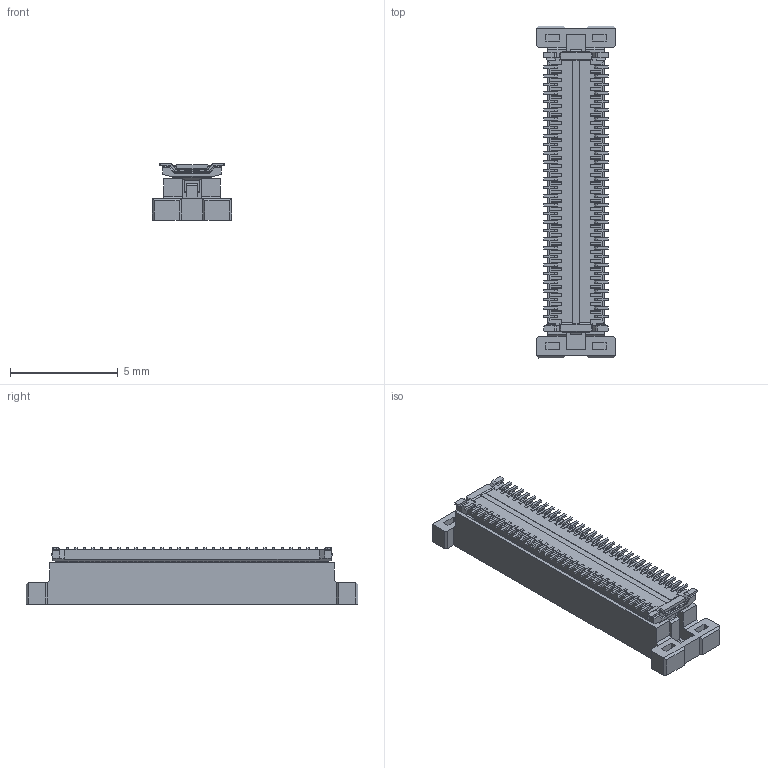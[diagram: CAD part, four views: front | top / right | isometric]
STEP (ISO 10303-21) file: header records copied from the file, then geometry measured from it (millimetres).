
FILE_DESCRIPTION(/* description */ (''),/* implementation_level */ '2;1');
FILE_NAME(/* name */ '123060-606050-HF.stp',/* time_stamp */ '2024-04-16T09:00:12+08:00',/* author */ (''),/* organization */ (''),/* preprocessor_version */ 'ST-DEVELOPER v16',/* originating_system */ 'SIEMENS PLM Software NX 10.0',/* authorisation */ '');
FILE_SCHEMA (('AUTOMOTIVE_DESIGN { 1 0 10303 214 3 1 1 1 }'));
Length unit declared in the file: millimetre
Products named in the file (3): CAP39904; INS35968; _model1
Assembly tree (2 placements, depth 2):
  _model1
    INS35968
    CAP39904
Bounding box: 3.7 x 15.44 x 2.62 mm (x, y, z)
Volume: 80.7 mm3; surface area: 342.5 mm2
Topology: 2 solids, 78 shells, 1614 faces, 4272 edges, 2816 vertices
Faces by surface type: plane 1364, cylinder 230, bspline 12, torus 8
Entity records: 50282 total; most frequent: CARTESIAN_POINT 9947, ORIENTED_EDGE 8544, DIRECTION 7898, EDGE_CURVE 4272, LINE 3760, VECTOR 3760, VERTEX_POINT 2816, AXIS2_PLACEMENT_3D 2069
